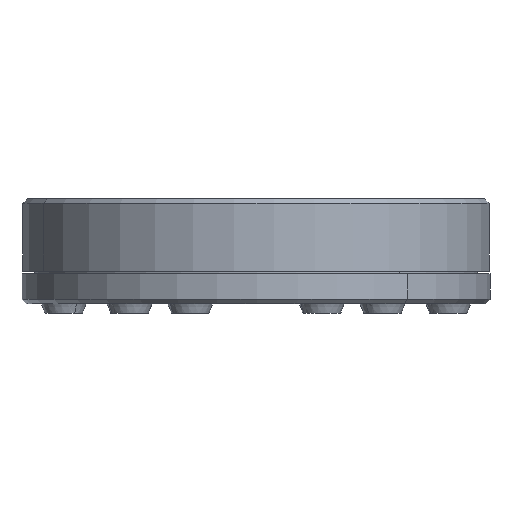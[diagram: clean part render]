
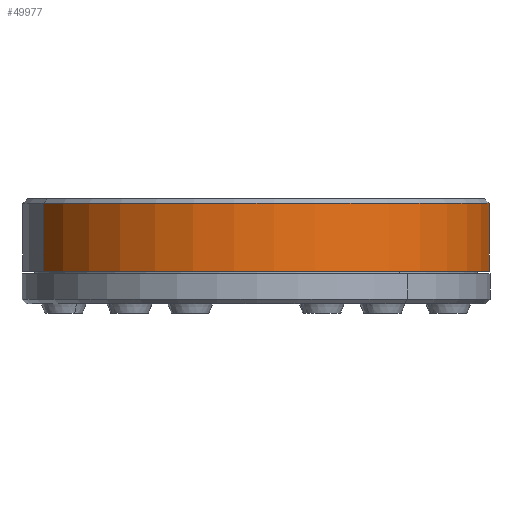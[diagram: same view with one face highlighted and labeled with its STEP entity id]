
A CAD part, front view. The second image highlights one B-rep face of the part: STEP entity #49977.
In plain terms, the highlighted cylindrical face has radius 100 mm (diameter 200 mm), a partial arc.
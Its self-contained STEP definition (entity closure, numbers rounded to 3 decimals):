
#281 = VECTOR ( 'NONE', #25917, 1000. ) ;
#1535 = VECTOR ( 'NONE', #51235, 1000. ) ;
#4568 = EDGE_CURVE ( 'NONE', #21380, #24681, #49899, .T. ) ;
#6368 = DIRECTION ( 'NONE',  ( 1., 0., 0. ) ) ;
#9832 = EDGE_LOOP ( 'NONE', ( #66081, #24377, #49438, #70098 ) ) ;
#11060 = CARTESIAN_POINT ( 'NONE',  ( -100., 0., 31. ) ) ;
#11147 = EDGE_CURVE ( 'NONE', #52805, #24681, #65420, .T. ) ;
#11428 = CARTESIAN_POINT ( 'NONE',  ( 0., 0., 2. ) ) ;
#12645 = CYLINDRICAL_SURFACE ( 'NONE', #17397, 100. ) ;
#17311 = LINE ( 'NONE', #38579, #1535 ) ;
#17397 = AXIS2_PLACEMENT_3D ( 'NONE', #28710, #45834, #57385 ) ;
#21380 = VERTEX_POINT ( 'NONE', #51378 ) ;
#21876 = DIRECTION ( 'NONE',  ( 0., 0., 1. ) ) ;
#22753 = DIRECTION ( 'NONE',  ( 0., 0., 1. ) ) ;
#24377 = ORIENTED_EDGE ( 'NONE', *, *, #51594, .F. ) ;
#24681 = VERTEX_POINT ( 'NONE', #59462 ) ;
#25917 = DIRECTION ( 'NONE',  ( 0., 0., -1. ) ) ;
#28710 = CARTESIAN_POINT ( 'NONE',  ( 0., 0., 31. ) ) ;
#29003 = CARTESIAN_POINT ( 'NONE',  ( 100., 0., 31. ) ) ;
#37124 = CARTESIAN_POINT ( 'NONE',  ( 100., 0., 31. ) ) ;
#38579 = CARTESIAN_POINT ( 'NONE',  ( -100., 0., 31. ) ) ;
#40987 = FACE_OUTER_BOUND ( 'NONE', #9832, .T. ) ;
#44612 = DIRECTION ( 'NONE',  ( 1., 0., 0. ) ) ;
#45834 = DIRECTION ( 'NONE',  ( 0., 0., -1. ) ) ;
#47788 = EDGE_CURVE ( 'NONE', #71514, #21380, #17311, .T. ) ;
#49438 = ORIENTED_EDGE ( 'NONE', *, *, #47788, .T. ) ;
#49899 = CIRCLE ( 'NONE', #57040, 100. ) ;
#49977 = ADVANCED_FACE ( 'NONE', ( #40987 ), #12645, .T. ) ;
#50344 = CARTESIAN_POINT ( 'NONE',  ( 0., 0., 31. ) ) ;
#51235 = DIRECTION ( 'NONE',  ( 0., 0., -1. ) ) ;
#51378 = CARTESIAN_POINT ( 'NONE',  ( -100., 0., 2. ) ) ;
#51594 = EDGE_CURVE ( 'NONE', #71514, #52805, #72301, .T. ) ;
#52805 = VERTEX_POINT ( 'NONE', #29003 ) ;
#57040 = AXIS2_PLACEMENT_3D ( 'NONE', #11428, #21876, #44612 ) ;
#57385 = DIRECTION ( 'NONE',  ( -1., 0., 0. ) ) ;
#59462 = CARTESIAN_POINT ( 'NONE',  ( 100., 0., 2. ) ) ;
#65212 = AXIS2_PLACEMENT_3D ( 'NONE', #50344, #22753, #6368 ) ;
#65420 = LINE ( 'NONE', #37124, #281 ) ;
#66081 = ORIENTED_EDGE ( 'NONE', *, *, #11147, .F. ) ;
#70098 = ORIENTED_EDGE ( 'NONE', *, *, #4568, .T. ) ;
#71514 = VERTEX_POINT ( 'NONE', #11060 ) ;
#72301 = CIRCLE ( 'NONE', #65212, 100. ) ;
